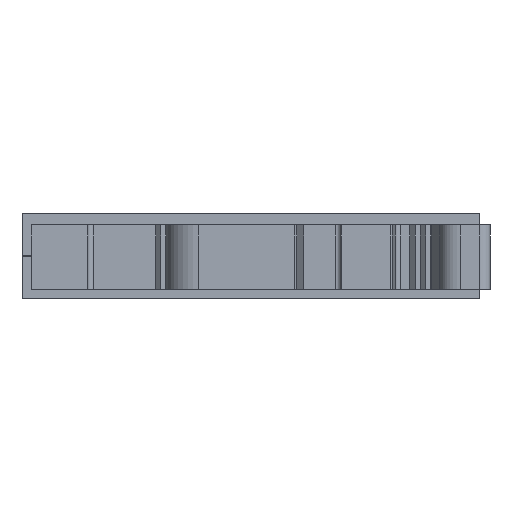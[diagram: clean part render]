
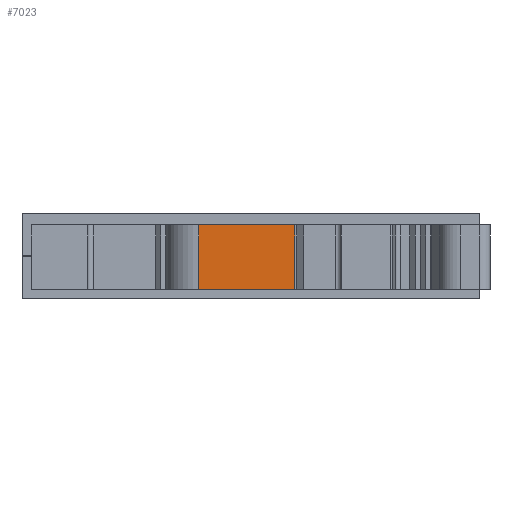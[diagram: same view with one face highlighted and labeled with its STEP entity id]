
A CAD part, front view. The second image highlights one B-rep face of the part: STEP entity #7023.
In plain terms, the highlighted planar face has unit normal (0, -1, 0).
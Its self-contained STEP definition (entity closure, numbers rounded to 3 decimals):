
#1625=ORIENTED_EDGE('',*,*,#2411,.T.);
#1626=ORIENTED_EDGE('',*,*,#2383,.F.);
#1627=ORIENTED_EDGE('',*,*,#2412,.F.);
#1628=ORIENTED_EDGE('',*,*,#2169,.T.);
#2169=EDGE_CURVE('',#2843,#2842,#3358,.T.);
#2383=EDGE_CURVE('',#2914,#2915,#3529,.T.);
#2411=EDGE_CURVE('',#2842,#2915,#3547,.T.);
#2412=EDGE_CURVE('',#2843,#2914,#3548,.T.);
#2842=VERTEX_POINT('',#9719);
#2843=VERTEX_POINT('',#9721);
#2914=VERTEX_POINT('',#10262);
#2915=VERTEX_POINT('',#10264);
#3358=LINE('',#9720,#3996);
#3529=LINE('',#10263,#4167);
#3547=LINE('',#10333,#4185);
#3548=LINE('',#10335,#4186);
#3996=VECTOR('',#8035,1000.);
#4167=VECTOR('',#8550,1000.);
#4185=VECTOR('',#8668,1000.);
#4186=VECTOR('',#8671,1000.);
#4471=EDGE_LOOP('',(#1625,#1626,#1627,#1628));
#4761=FACE_BOUND('',#4471,.T.);
#4964=PLANE('',#7368);
#7023=ADVANCED_FACE('',(#4761),#4964,.T.);
#7368=AXIS2_PLACEMENT_3D('',#10334,#8669,#8670);
#8035=DIRECTION('',(-1.,0.,0.));
#8550=DIRECTION('',(-1.,0.,0.));
#8668=DIRECTION('',(0.,0.,-1.));
#8669=DIRECTION('',(0.,-1.,0.));
#8670=DIRECTION('',(-1.,0.,0.));
#8671=DIRECTION('',(0.,0.,-1.));
#9719=CARTESIAN_POINT('',(-4.9,-26.389,6.92));
#9720=CARTESIAN_POINT('',(4.123,-26.389,6.92));
#9721=CARTESIAN_POINT('',(4.123,-26.389,6.92));
#10262=CARTESIAN_POINT('',(4.123,-26.389,0.9));
#10263=CARTESIAN_POINT('',(4.123,-26.389,0.9));
#10264=CARTESIAN_POINT('',(-4.9,-26.389,0.9));
#10333=CARTESIAN_POINT('',(-4.9,-26.389,4.9));
#10334=CARTESIAN_POINT('',(4.123,-26.389,4.9));
#10335=CARTESIAN_POINT('',(4.123,-26.389,4.9));
